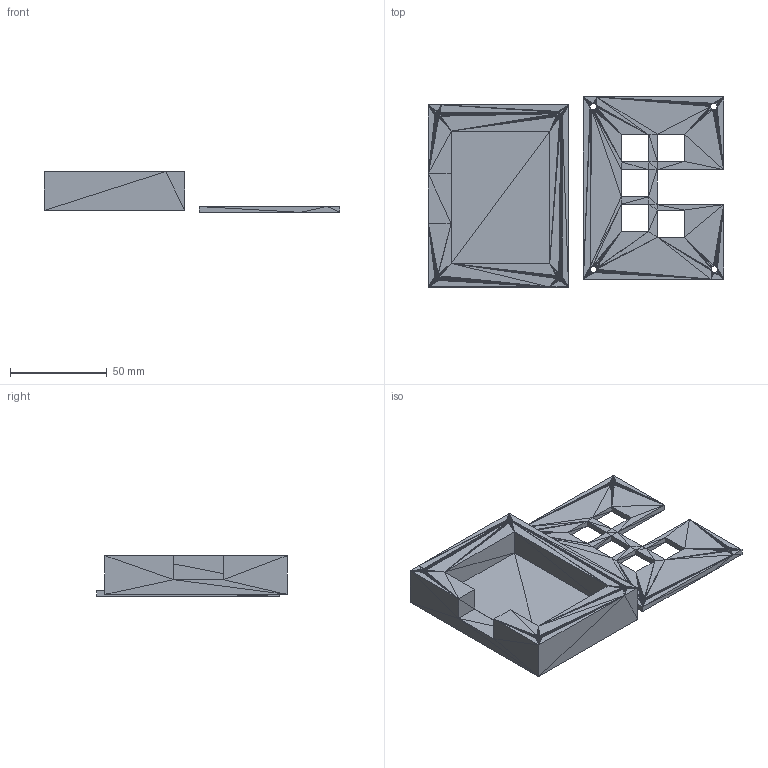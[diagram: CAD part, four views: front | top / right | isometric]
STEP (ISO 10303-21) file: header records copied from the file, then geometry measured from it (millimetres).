
FILE_DESCRIPTION((''),'2;1');
FILE_NAME('hackpadp1 (3)', '2025-06-19T16:17:44', (''), (''), 'ImageToStl.com STEP Converter','', '');
FILE_SCHEMA(('AUTOMOTIVE_DESIGN_CC2'));
Length unit declared in the file: metre
Products named in the file (1): product0
Bounding box: 152.3 x 98 x 21 mm (x, y, z)
Surface area: 36679 mm2 (no closed solid volume)
Topology: 0 solids, 2670 shells, 2670 faces, 8010 edges, 1321 vertices
Faces by surface type: plane 2670
Entity records: 61410 total; most frequent: DIRECTION 13352, ORIENTED_EDGE 8010, EDGE_CURVE 8010, LINE 8010, VECTOR 8010, AXIS2_PLACEMENT_3D 2671, FACE_SURFACE 2670, PLANE 2670
